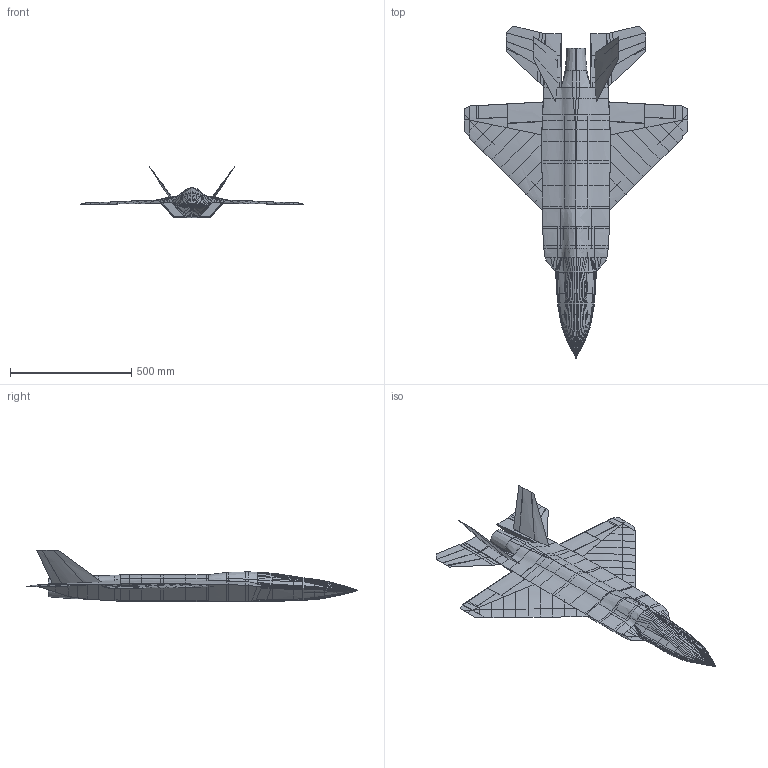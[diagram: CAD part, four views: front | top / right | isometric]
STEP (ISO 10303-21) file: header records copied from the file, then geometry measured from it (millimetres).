
FILE_DESCRIPTION(/* description */ (''),/* implementation_level */ '2;1');
FILE_NAME(/* name */ 'Full body.step',/* time_stamp */ '2025-12-18T14:16:00+05:00',/* author */ (''),/* organization */ (''),/* preprocessor_version */ 'ST-DEVELOPER v20.1',/* originating_system */ 'Autodesk Translation Framework v14.21.0.0',/* authorisation */ '');
FILE_SCHEMA (('AUTOMOTIVE_DESIGN { 1 0 10303 214 3 1 1 }'));
Products named in the file (41): cool ones added; Body1 (15) (1)_Edited (1); Body1 (7); Body1 (8); Body1 (10); Body1 (11); Body1 (12); Body1 (13); Body1 (14); Body3 (4); Body2 (3); Body2 (4); Body4 (2); Body3 (3); Body2 (5); Body3 (2); Body4 (3); Body1 (9); Body1 (17); Body1 (16); Body1 (15); Body1 (15) (1)_Edited (1)(Mirror); Body1 (7)(Mirror); Body1 (8)(Mirror); Body1 (10)(Mirror); Body1 (11)(Mirror); Body1 (12)(Mirror); Body1 (13)(Mirror); Body1 (14)(Mirror); Body3 (4)(Mirror); Body2 (3)(Mirror); Body2 (4)(Mirror); Body4 (2)(Mirror); Body3 (3)(Mirror); Body2 (5)(Mirror); Body3 (2)(Mirror); Body4 (3)(Mirror); Body1 (9)(Mirror); Body1 (17)(Mirror); Body1 (16)(Mirror) ...
Assembly tree (40 placements, depth 2):
  cool ones added
    Body1 (15) (1)_Edited (1)
    Body1 (7)
    Body1 (8)
    Body1 (10)
    Body1 (11)
    Body1 (12)
    Body1 (13)
    Body1 (14)
    Body3 (4)
    Body2 (3)
    Body2 (4)
    Body4 (2)
    Body3 (3)
    Body2 (5)
    Body3 (2)
    Body4 (3)
    Body1 (9)
    Body1 (17)
    Body1 (16)
    Body1 (15)
    Body1 (15) (1)_Edited (1)(Mirror)
    Body1 (7)(Mirror)
    Body1 (8)(Mirror)
    Body1 (10)(Mirror)
    Body1 (11)(Mirror)
    Body1 (12)(Mirror)
    Body1 (13)(Mirror)
    Body1 (14)(Mirror)
    Body3 (4)(Mirror)
    Body2 (3)(Mirror)
    Body2 (4)(Mirror)
    Body4 (2)(Mirror)
    Body3 (3)(Mirror)
    Body2 (5)(Mirror)
    Body3 (2)(Mirror)
    Body4 (3)(Mirror)
    Body1 (9)(Mirror)
    Body1 (17)(Mirror)
    Body1 (16)(Mirror)
    Body1 (15)(Mirror)
Bounding box: 923.85 x 1370.29 x 212.11 mm (x, y, z)
Volume: 31.3 mm3; surface area: 1837696.3 mm2
Topology: 2 solids, 192 shells, 445 faces, 1949 edges, 1640 vertices
Faces by surface type: bspline 353, plane 81, cylinder 9, cone 2
Full cylindrical faces by diameter (mm): 0.5 x6, 2 x2, 85.5 x1
Entity records: 44193 total; most frequent: CARTESIAN_POINT 30615, ORIENTED_EDGE 2237, EDGE_CURVE 1895, VERTEX_POINT 1640, DIRECTION 1182, B_SPLINE_CURVE_WITH_KNOTS 1030, LINE 740, VECTOR 740
